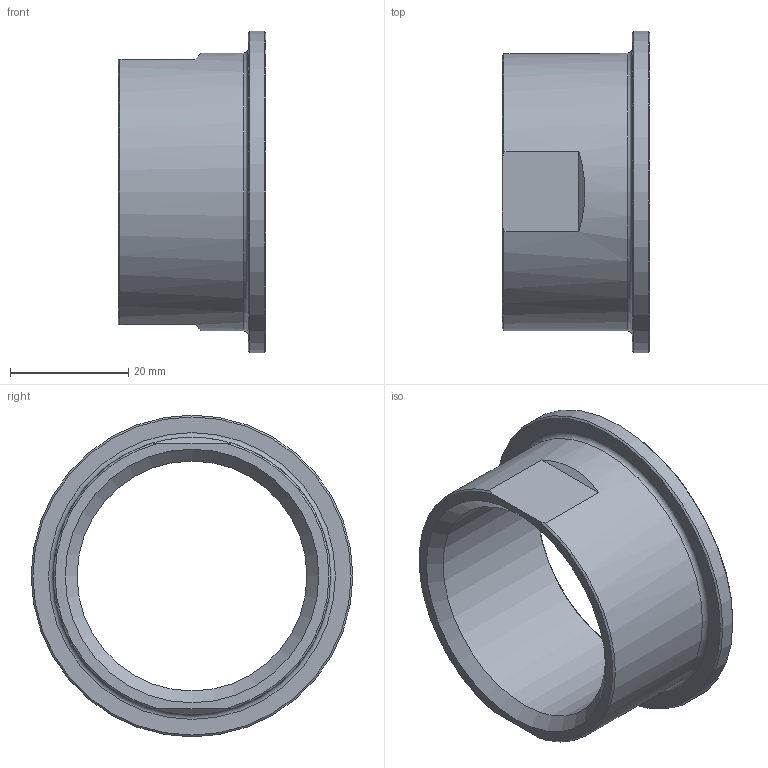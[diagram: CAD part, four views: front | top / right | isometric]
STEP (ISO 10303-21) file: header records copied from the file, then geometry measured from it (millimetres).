
FILE_DESCRIPTION(/* description */ (''),/* implementation_level */ '2;1');
FILE_NAME(/* name */ '3D_R666-E-DN32-DN50_17113150.stp',/* time_stamp */ '2021-06-17T09:15:02+02:00',/* author */ ('cad'),/* organization */ (''),/* preprocessor_version */ 'ST-DEVELOPER v18.1',/* originating_system */ 'Autodesk Inventor 2022',/* authorisation */ '');
FILE_SCHEMA (('AUTOMOTIVE_DESIGN { 1 0 10303 214 3 1 1 }'));
Length unit declared in the file: millimetre
Products named in the file (1): 3D_R666-E-DN32-DN50_17113150
Bounding box: 25 x 54.5 x 54.5 mm (x, y, z)
Volume: 14873.8 mm3; surface area: 8795.9 mm2
Topology: 1 solids, 1 shells, 17 faces, 41 edges, 27 vertices
Faces by surface type: plane 7, cone 6, cylinder 3, torus 1
Full cylindrical faces by diameter (mm): 38.952 x1, 47 x1, 54.5 x1
Entity records: 550 total; most frequent: DIRECTION 95, CARTESIAN_POINT 94, ORIENTED_EDGE 82, EDGE_CURVE 41, AXIS2_PLACEMENT_3D 40, VERTEX_POINT 27, CIRCLE 20, EDGE_LOOP 20
